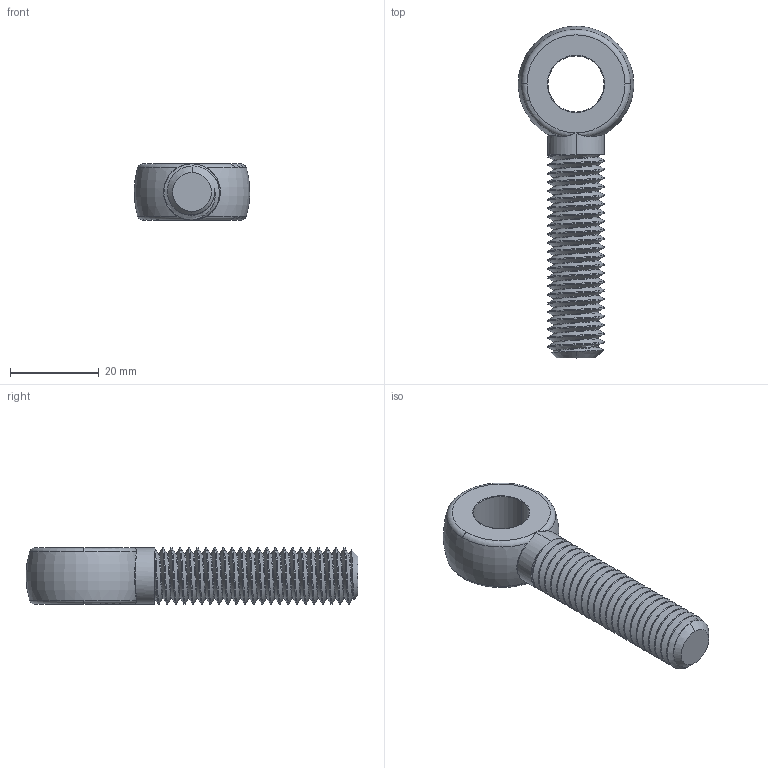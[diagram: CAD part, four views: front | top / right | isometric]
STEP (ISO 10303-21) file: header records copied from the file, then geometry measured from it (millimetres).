
FILE_DESCRIPTION (( 'STEP AP203' ), '1' );
FILE_NAME ('3798K49.step', '2015-09-01T17:47:13', ( '' ), ( '' ), 'SwSTEP 2.0', 'SolidWorks 2010', '' );
FILE_SCHEMA (( 'CONFIG_CONTROL_DESIGN' ));
Length unit declared in the file: inch
Products named in the file (1): 3798K49
Bounding box: 26.1 x 75.01 x 12.7 mm (x, y, z)
Volume: 10011 mm3; surface area: 5141.4 mm2
Topology: 1 solids, 1 shells, 76 faces, 209 edges, 131 vertices
Faces by surface type: cylinder 49, torus 12, bspline 9, plane 4, cone 2
Entity records: 7517 total; most frequent: CARTESIAN_POINT 5852, ORIENTED_EDGE 410, DIRECTION 267, EDGE_CURVE 205, VERTEX_POINT 131, AXIS2_PLACEMENT_3D 108, EDGE_LOOP 78, FACE_OUTER_BOUND 76
